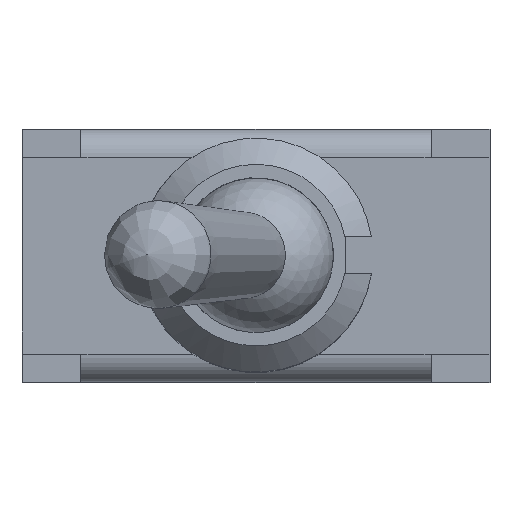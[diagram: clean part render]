
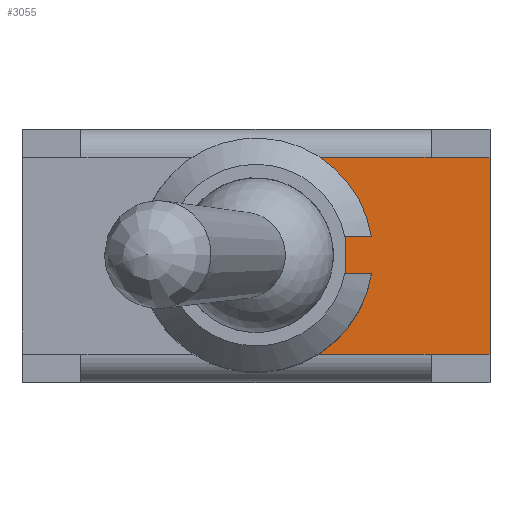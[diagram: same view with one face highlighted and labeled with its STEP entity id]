
A CAD part, top view. The second image highlights one B-rep face of the part: STEP entity #3055.
In plain terms, the highlighted planar face has unit normal (0, 0, 1).
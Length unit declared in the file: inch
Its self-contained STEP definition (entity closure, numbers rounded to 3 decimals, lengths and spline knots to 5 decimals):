
#2571=CARTESIAN_POINT('',(0.06764,-0.10512,0.08778));
#2572=VERTEX_POINT('',#2571);
#2596=CARTESIAN_POINT('',(0.06764,0.10512,0.08778));
#2597=VERTEX_POINT('',#2596);
#2785=CARTESIAN_POINT('',(0.09542,-0.02008,0.08778));
#2786=VERTEX_POINT('',#2785);
#2793=CARTESIAN_POINT('',(0.09542,0.02008,0.08778));
#2794=VERTEX_POINT('',#2793);
#2795=CARTESIAN_POINT('',(0.09542,0.02008,0.08778));
#2796=DIRECTION('',(0.0,-1.0,0.0));
#2797=VECTOR('',#2796,0.04016);
#2798=LINE('',#2795,#2797);
#2799=EDGE_CURVE('',#2794,#2786,#2798,.T.);
#2817=CARTESIAN_POINT('',(0.12338,0.02008,0.08778));
#2818=VERTEX_POINT('',#2817);
#2819=CARTESIAN_POINT('',(0.12338,0.02008,0.08778));
#2820=DIRECTION('',(-1.0,0.0,0.0));
#2821=VECTOR('',#2820,0.02795);
#2822=LINE('',#2819,#2821);
#2823=EDGE_CURVE('',#2818,#2794,#2822,.T.);
#2840=CARTESIAN_POINT('',(0.12338,-0.02008,0.08778));
#2841=VERTEX_POINT('',#2840);
#2848=CARTESIAN_POINT('',(0.09542,-0.02008,0.08778));
#2849=DIRECTION('',(1.0,0.0,0.0));
#2850=VECTOR('',#2849,0.02795);
#2851=LINE('',#2848,#2850);
#2852=EDGE_CURVE('',#2786,#2841,#2851,.T.);
#2865=CARTESIAN_POINT('',(0.0,0.0,0.08778));
#2866=DIRECTION('',(0.0,0.0,-1.0));
#2867=DIRECTION('',(0.987,0.161,0.0));
#2868=AXIS2_PLACEMENT_3D('',#2865,#2866,#2867);
#2869=CIRCLE('',#2868,0.125);
#2870=EDGE_CURVE('',#2597,#2818,#2869,.T.);
#2881=CARTESIAN_POINT('',(0.0,0.0,0.08778));
#2882=DIRECTION('',(0.0,0.0,-1.0));
#2883=DIRECTION('',(0.987,0.161,0.0));
#2884=AXIS2_PLACEMENT_3D('',#2881,#2882,#2883);
#2885=CIRCLE('',#2884,0.125);
#2886=EDGE_CURVE('',#2841,#2572,#2885,.T.);
#3005=CARTESIAN_POINT('',(0.05852,0.11563,0.08778));
#3006=DIRECTION('',(0.0,0.0,1.0));
#3007=DIRECTION('',(1.0,0.0,0.0));
#3008=AXIS2_PLACEMENT_3D('',#3005,#3006,#3007);
#3009=PLANE('',#3008);
#3010=ORIENTED_EDGE('',*,*,#2870,.T.);
#3011=ORIENTED_EDGE('',*,*,#2823,.T.);
#3012=ORIENTED_EDGE('',*,*,#2799,.T.);
#3013=ORIENTED_EDGE('',*,*,#2852,.T.);
#3014=ORIENTED_EDGE('',*,*,#2886,.T.);
#3015=CARTESIAN_POINT('',(0.18701,-0.10512,0.08778));
#3016=VERTEX_POINT('',#3015);
#3017=CARTESIAN_POINT('',(0.06764,-0.10512,0.08778));
#3018=DIRECTION('',(1.0,0.0,0.0));
#3019=VECTOR('',#3018,0.11937);
#3020=LINE('',#3017,#3019);
#3021=EDGE_CURVE('',#2572,#3016,#3020,.T.);
#3022=ORIENTED_EDGE('',*,*,#3021,.T.);
#3023=CARTESIAN_POINT('',(0.25,-0.10512,0.08778));
#3024=VERTEX_POINT('',#3023);
#3025=CARTESIAN_POINT('',(0.18701,-0.10512,0.08778));
#3026=DIRECTION('',(1.0,0.0,0.0));
#3027=VECTOR('',#3026,0.06299);
#3028=LINE('',#3025,#3027);
#3029=EDGE_CURVE('',#3016,#3024,#3028,.T.);
#3030=ORIENTED_EDGE('',*,*,#3029,.T.);
#3031=CARTESIAN_POINT('',(0.25,0.10512,0.08778));
#3032=VERTEX_POINT('',#3031);
#3033=CARTESIAN_POINT('',(0.25,-0.10512,0.08778));
#3034=DIRECTION('',(0.0,1.0,0.0));
#3035=VECTOR('',#3034,0.21024);
#3036=LINE('',#3033,#3035);
#3037=EDGE_CURVE('',#3024,#3032,#3036,.T.);
#3038=ORIENTED_EDGE('',*,*,#3037,.T.);
#3039=CARTESIAN_POINT('',(0.18701,0.10512,0.08778));
#3040=VERTEX_POINT('',#3039);
#3041=CARTESIAN_POINT('',(0.18701,0.10512,0.08778));
#3042=DIRECTION('',(1.0,0.0,0.0));
#3043=VECTOR('',#3042,0.06299);
#3044=LINE('',#3041,#3043);
#3045=EDGE_CURVE('',#3040,#3032,#3044,.T.);
#3046=ORIENTED_EDGE('',*,*,#3045,.F.);
#3047=CARTESIAN_POINT('',(0.06764,0.10512,0.08778));
#3048=DIRECTION('',(1.0,0.0,0.0));
#3049=VECTOR('',#3048,0.11937);
#3050=LINE('',#3047,#3049);
#3051=EDGE_CURVE('',#2597,#3040,#3050,.T.);
#3052=ORIENTED_EDGE('',*,*,#3051,.F.);
#3053=EDGE_LOOP('',(#3010,#3011,#3012,#3013,#3014,#3022,#3030,#3038,#3046,#3052));
#3054=FACE_OUTER_BOUND('',#3053,.T.);
#3055=ADVANCED_FACE('',(#3054),#3009,.T.);
